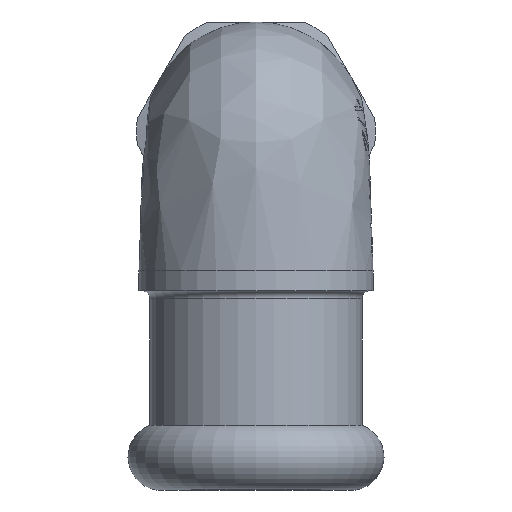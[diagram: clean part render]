
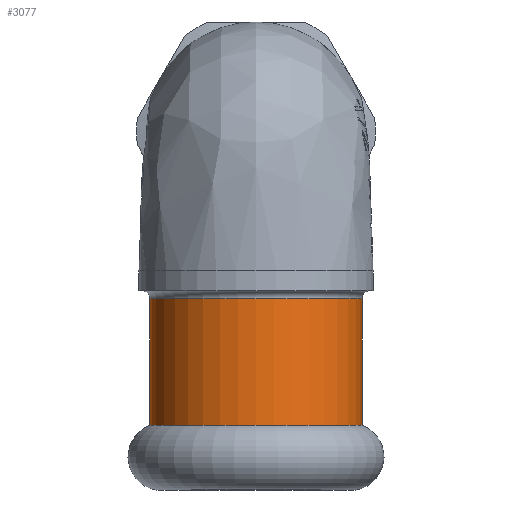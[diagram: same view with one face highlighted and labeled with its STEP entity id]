
A CAD part, front view. The second image highlights one B-rep face of the part: STEP entity #3077.
In plain terms, the highlighted cylindrical face has radius 10.65 mm (diameter 21.3 mm), a full revolution.
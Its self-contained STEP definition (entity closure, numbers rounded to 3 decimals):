
#571=LINE('',#8365,#708);
#708=VECTOR('',#3731,10.65);
#722=CYLINDRICAL_SURFACE('',#3265,10.65);
#891=FACE_OUTER_BOUND('',#1083,.T.);
#1083=EDGE_LOOP('',(#2820,#2821,#2822,#2823,#2824,#2825,#2826,#2827));
#1098=CIRCLE('',#3112,10.65);
#1099=CIRCLE('',#3113,10.65);
#1104=CIRCLE('',#3118,10.65);
#1159=CIRCLE('',#3256,10.65);
#1160=CIRCLE('',#3257,10.65);
#1164=CIRCLE('',#3261,10.65);
#1179=VERTEX_POINT('',#3786);
#1180=VERTEX_POINT('',#3787);
#1181=VERTEX_POINT('',#3789);
#1479=VERTEX_POINT('',#8348);
#1480=VERTEX_POINT('',#8349);
#1481=VERTEX_POINT('',#8351);
#1494=EDGE_CURVE('',#1179,#1180,#1098,.T.);
#1495=EDGE_CURVE('',#1181,#1179,#1099,.T.);
#1500=EDGE_CURVE('',#1180,#1181,#1104,.T.);
#1938=EDGE_CURVE('',#1479,#1480,#1159,.T.);
#1939=EDGE_CURVE('',#1480,#1481,#1160,.T.);
#1943=EDGE_CURVE('',#1481,#1479,#1164,.T.);
#1946=EDGE_CURVE('',#1480,#1180,#571,.T.);
#2820=ORIENTED_EDGE('',*,*,#1938,.F.);
#2821=ORIENTED_EDGE('',*,*,#1943,.F.);
#2822=ORIENTED_EDGE('',*,*,#1939,.F.);
#2823=ORIENTED_EDGE('',*,*,#1946,.T.);
#2824=ORIENTED_EDGE('',*,*,#1500,.T.);
#2825=ORIENTED_EDGE('',*,*,#1495,.T.);
#2826=ORIENTED_EDGE('',*,*,#1494,.T.);
#2827=ORIENTED_EDGE('',*,*,#1946,.F.);
#3077=ADVANCED_FACE('',(#891),#722,.T.);
#3112=AXIS2_PLACEMENT_3D('',#3788,#3293,#3294);
#3113=AXIS2_PLACEMENT_3D('',#3790,#3295,#3296);
#3118=AXIS2_PLACEMENT_3D('',#3798,#3305,#3306);
#3256=AXIS2_PLACEMENT_3D('',#8350,#3711,#3712);
#3257=AXIS2_PLACEMENT_3D('',#8352,#3713,#3714);
#3261=AXIS2_PLACEMENT_3D('',#8358,#3721,#3722);
#3265=AXIS2_PLACEMENT_3D('',#8364,#3729,#3730);
#3293=DIRECTION('center_axis',(0.,0.,1.));
#3294=DIRECTION('ref_axis',(0.,-1.,0.));
#3295=DIRECTION('center_axis',(0.,0.,1.));
#3296=DIRECTION('ref_axis',(0.,-1.,0.));
#3305=DIRECTION('center_axis',(0.,0.,1.));
#3306=DIRECTION('ref_axis',(0.,-1.,0.));
#3711=DIRECTION('center_axis',(0.,0.,1.));
#3712=DIRECTION('ref_axis',(0.,1.,0.));
#3713=DIRECTION('center_axis',(0.,0.,1.));
#3714=DIRECTION('ref_axis',(0.,1.,0.));
#3721=DIRECTION('center_axis',(0.,0.,1.));
#3722=DIRECTION('ref_axis',(0.,1.,0.));
#3729=DIRECTION('center_axis',(0.,0.,1.));
#3730=DIRECTION('ref_axis',(0.,-1.,0.));
#3731=DIRECTION('',(0.,0.,-1.));
#3786=CARTESIAN_POINT('',(0.,-10.65,-29.511));
#3787=CARTESIAN_POINT('',(0.,10.65,-29.511));
#3788=CARTESIAN_POINT('Origin',(0.,0.,-29.511));
#3789=CARTESIAN_POINT('',(-10.65,0.,-29.511));
#3790=CARTESIAN_POINT('Origin',(0.,0.,-29.511));
#3798=CARTESIAN_POINT('Origin',(0.,0.,-29.511));
#8348=CARTESIAN_POINT('',(0.,-10.65,-16.8));
#8349=CARTESIAN_POINT('',(0.,10.65,-16.8));
#8350=CARTESIAN_POINT('Origin',(0.,0.,-16.8));
#8351=CARTESIAN_POINT('',(-10.65,0.,-16.8));
#8352=CARTESIAN_POINT('Origin',(0.,0.,-16.8));
#8358=CARTESIAN_POINT('Origin',(0.,0.,-16.8));
#8364=CARTESIAN_POINT('Origin',(0.,0.,-22.756));
#8365=CARTESIAN_POINT('',(0.,10.65,-22.756));
